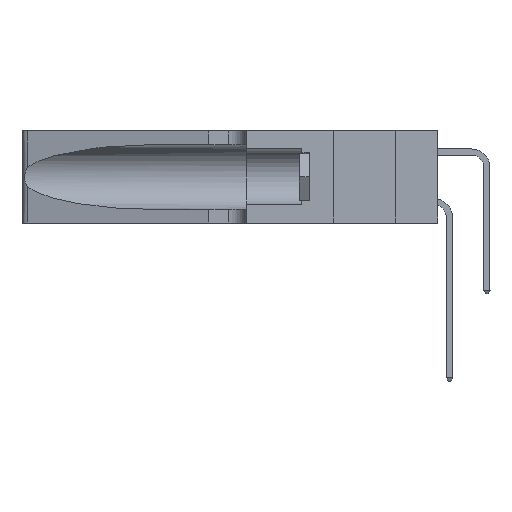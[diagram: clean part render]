
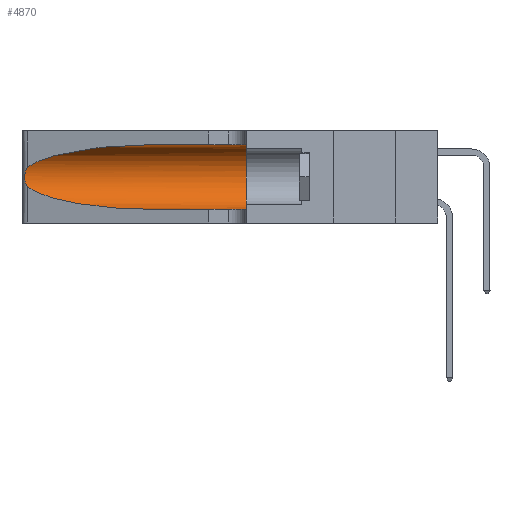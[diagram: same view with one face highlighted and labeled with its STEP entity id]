
A CAD part, left-side view. The second image highlights one B-rep face of the part: STEP entity #4870.
In plain terms, the highlighted cylindrical face has radius 3.308 mm (diameter 6.617 mm), a partial arc.
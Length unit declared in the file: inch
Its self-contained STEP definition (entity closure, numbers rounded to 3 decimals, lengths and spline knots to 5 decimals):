
#1205 = VECTOR ( 'NONE', #29699, 39.37008 ) ;
#1583 = AXIS2_PLACEMENT_3D ( 'NONE', #24641, #3982, #28126 ) ;
#1699 = EDGE_CURVE ( 'NONE', #23516, #32659, #43557, .T. ) ;
#1893 = CARTESIAN_POINT ( 'NONE',  ( 0.25487, 1.22718, 0.14631 ) ) ;
#2046 = CARTESIAN_POINT ( 'NONE',  ( 0.25487, 1.22718, 0.14631 ) ) ;
#3025 = CARTESIAN_POINT ( 'NONE',  ( 0.18966, 0.96281, 0.31525 ) ) ;
#3982 = DIRECTION ( 'NONE',  ( 0., 1., 0. ) ) ;
#4700 = CARTESIAN_POINT ( 'NONE',  ( 0.1305, 0.72297, 0.05475 ) ) ;
#4870 = ADVANCED_FACE ( 'NONE', ( #18216 ), #7978, .F. ) ;
#5275 = CARTESIAN_POINT ( 'NONE',  ( 0.25639, 1.23184, 0.21858 ) ) ;
#5719 = CARTESIAN_POINT ( 'NONE',  ( 0.2373, 1.15595, 0.08982 ) ) ;
#5728 = CARTESIAN_POINT ( 'NONE',  ( 0.1305, 1.61858, 0.31525 ) ) ;
#6004 = CARTESIAN_POINT ( 'NONE',  ( 0.1305, 0.35, 0.31525 ) ) ;
#6441 = DIRECTION ( 'NONE',  ( 0., -1., 0. ) ) ;
#6718 = ORIENTED_EDGE ( 'NONE', *, *, #35759, .T. ) ;
#7031 = VERTEX_POINT ( 'NONE', #8351 ) ;
#7978 = CYLINDRICAL_SURFACE ( 'NONE', #31035, 0.13025 ) ;
#8052 = CARTESIAN_POINT ( 'NONE',  ( 0.25487, 1.22718, 0.14631 ) ) ;
#8351 = CARTESIAN_POINT ( 'NONE',  ( 0.1305, 0.35, 0.05475 ) ) ;
#8764 = CARTESIAN_POINT ( 'NONE',  ( 0.25854, 1.2359, 0.20912 ) ) ;
#9223 = CARTESIAN_POINT ( 'NONE',  ( 0.1305, 0.72297, 0.05475 ) ) ;
#9809 = CARTESIAN_POINT ( 'NONE',  ( 0.1305, 1.61858, 0.185 ) ) ;
#10157 = ORIENTED_EDGE ( 'NONE', *, *, #40927, .T. ) ;
#11750 = CARTESIAN_POINT ( 'NONE',  ( 0.25487, 1.22718, 0.22369 ) ) ;
#12000 = VERTEX_POINT ( 'NONE', #25272 ) ;
#12113 = CARTESIAN_POINT ( 'NONE',  ( 0.25555, 1.22994, 0.2215 ) ) ;
#12255 = CARTESIAN_POINT ( 'NONE',  ( 0.26075, 1.23896, 0.19203 ) ) ;
#13984 = EDGE_CURVE ( 'NONE', #38854, #23516, #22335, .T. ) ;
#14419 = ORIENTED_EDGE ( 'NONE', *, *, #13984, .T. ) ;
#15182 = CARTESIAN_POINT ( 'NONE',  ( 0.1305, 1.61858, 0.05475 ) ) ;
#15681 = CARTESIAN_POINT ( 'NONE',  ( 0.26017, 1.23833, 0.17102 ) ) ;
#16361 = ORIENTED_EDGE ( 'NONE', *, *, #30148, .F. ) ;
#16946 = CARTESIAN_POINT ( 'NONE',  ( 0.25487, 1.22718, 0.22369 ) ) ;
#17110 = ORIENTED_EDGE ( 'NONE', *, *, #1699, .T. ) ;
#18216 = FACE_OUTER_BOUND ( 'NONE', #24816, .T. ) ;
#18634 = DIRECTION ( 'NONE',  ( 0., -1., 0. ) ) ;
#19143 = CARTESIAN_POINT ( 'NONE',  ( 0.25789, 1.23486, 0.15765 ) ) ;
#19285 = EDGE_CURVE ( 'NONE', #36879, #7031, #32136, .T. ) ;
#22335 = B_SPLINE_CURVE_WITH_KNOTS ( 'NONE', 3,
 ( #29083, #12113, #5275, #29389, #8764, #32890, #12255, #36367, #15681, #39824, #19143, #43244, #22602, #1893 ),
 .UNSPECIFIED., .F., .F.,
 ( 4, 2, 2, 2, 2, 2, 4 ),
 ( 0., 0.00027, 0.00053, 0.00107, 0.0016, 0.00187, 0.00214 ),
 .UNSPECIFIED. ) ;
#22427 =( BOUNDED_CURVE ( )  B_SPLINE_CURVE ( 3, ( #44372, #3025, #37623, #16946 ),
 .UNSPECIFIED., .F., .T. ) 
 B_SPLINE_CURVE_WITH_KNOTS ( ( 4, 4 ),
 ( 1.5708, 2.84003 ),
 .UNSPECIFIED. ) 
 CURVE ( )  GEOMETRIC_REPRESENTATION_ITEM ( )  RATIONAL_B_SPLINE_CURVE ( ( 1., 0.87, 0.87, 1. ) ) 
 REPRESENTATION_ITEM ( '' )  );
#22602 = CARTESIAN_POINT ( 'NONE',  ( 0.25555, 1.22993, 0.14849 ) ) ;
#23516 = VERTEX_POINT ( 'NONE', #8052 ) ;
#24641 = CARTESIAN_POINT ( 'NONE',  ( 0.1305, 0.35, 0.185 ) ) ;
#24816 = EDGE_LOOP ( 'NONE', ( #6718, #14419, #17110, #10157, #26654, #16361 ) ) ;
#25272 = CARTESIAN_POINT ( 'NONE',  ( 0.1305, 0.72297, 0.31525 ) ) ;
#26654 = ORIENTED_EDGE ( 'NONE', *, *, #19285, .F. ) ;
#28126 = DIRECTION ( 'NONE',  ( 0., 0., 1. ) ) ;
#29083 = CARTESIAN_POINT ( 'NONE',  ( 0.25487, 1.22718, 0.22369 ) ) ;
#29389 = CARTESIAN_POINT ( 'NONE',  ( 0.25787, 1.23484, 0.2124 ) ) ;
#29699 = DIRECTION ( 'NONE',  ( 0., -1., 0. ) ) ;
#29848 = CARTESIAN_POINT ( 'NONE',  ( 0.18966, 0.96281, 0.05475 ) ) ;
#30148 = EDGE_CURVE ( 'NONE', #12000, #36879, #38005, .T. ) ;
#30564 = DIRECTION ( 'NONE',  ( 0., 0., -1. ) ) ;
#31035 = AXIS2_PLACEMENT_3D ( 'NONE', #9809, #6441, #30564 ) ;
#31655 = VECTOR ( 'NONE', #18634, 39.37008 ) ;
#32136 = CIRCLE ( 'NONE', #1583, 0.13025 ) ;
#32659 = VERTEX_POINT ( 'NONE', #4700 ) ;
#32740 = LINE ( 'NONE', #15182, #31655 ) ;
#32890 = CARTESIAN_POINT ( 'NONE',  ( 0.26018, 1.23835, 0.19895 ) ) ;
#35759 = EDGE_CURVE ( 'NONE', #12000, #38854, #22427, .T. ) ;
#36367 = CARTESIAN_POINT ( 'NONE',  ( 0.26075, 1.23896, 0.178 ) ) ;
#36879 = VERTEX_POINT ( 'NONE', #6004 ) ;
#37623 = CARTESIAN_POINT ( 'NONE',  ( 0.2373, 1.15595, 0.28018 ) ) ;
#38005 = LINE ( 'NONE', #5728, #1205 ) ;
#38854 = VERTEX_POINT ( 'NONE', #11750 ) ;
#39824 = CARTESIAN_POINT ( 'NONE',  ( 0.25856, 1.23593, 0.16098 ) ) ;
#40927 = EDGE_CURVE ( 'NONE', #32659, #7031, #32740, .T. ) ;
#43244 = CARTESIAN_POINT ( 'NONE',  ( 0.25639, 1.23186, 0.15144 ) ) ;
#43557 =( BOUNDED_CURVE ( )  B_SPLINE_CURVE ( 3, ( #2046, #5719, #29848, #9223 ),
 .UNSPECIFIED., .F., .T. ) 
 B_SPLINE_CURVE_WITH_KNOTS ( ( 4, 4 ),
 ( 3.44316, 4.71239 ),
 .UNSPECIFIED. ) 
 CURVE ( )  GEOMETRIC_REPRESENTATION_ITEM ( )  RATIONAL_B_SPLINE_CURVE ( ( 1., 0.87, 0.87, 1. ) ) 
 REPRESENTATION_ITEM ( '' )  );
#44372 = CARTESIAN_POINT ( 'NONE',  ( 0.1305, 0.72297, 0.31525 ) ) ;
